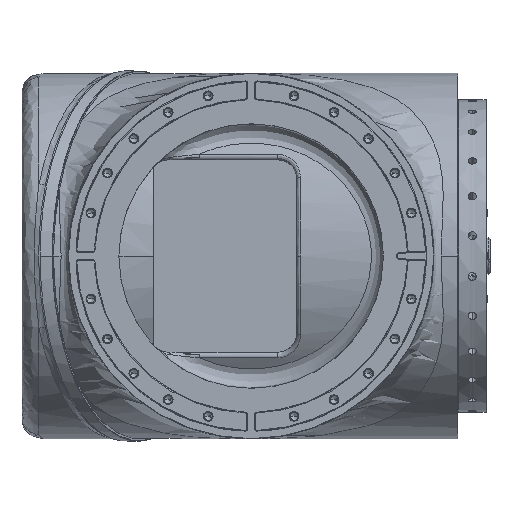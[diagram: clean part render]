
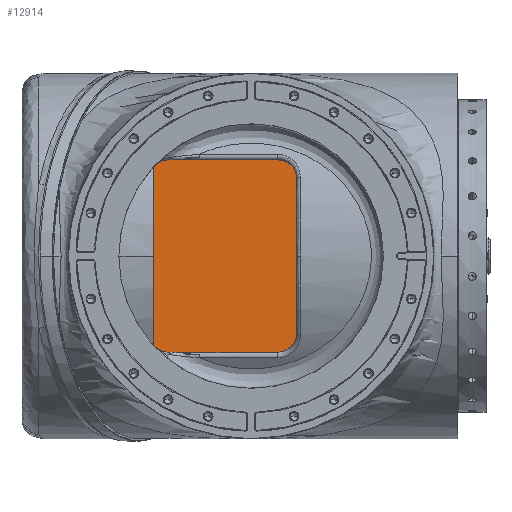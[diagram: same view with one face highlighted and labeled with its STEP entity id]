
A CAD part, front view. The second image highlights one B-rep face of the part: STEP entity #12914.
In plain terms, the highlighted planar face has unit normal (0, -1, 0).
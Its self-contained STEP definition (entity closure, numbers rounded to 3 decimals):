
#1887 = CIRCLE ( 'NONE', #39232, 8. ) ;
#2357 = LINE ( 'NONE', #9250, #27649 ) ;
#3042 = EDGE_CURVE ( 'NONE', #56660, #54674, #61722, .T. ) ;
#3487 = ORIENTED_EDGE ( 'NONE', *, *, #22253, .T. ) ;
#4302 = EDGE_CURVE ( 'NONE', #22352, #24573, #2357, .T. ) ;
#5344 = ORIENTED_EDGE ( 'NONE', *, *, #21847, .T. ) ;
#5658 = VECTOR ( 'NONE', #46922, 1000. ) ;
#6357 = CIRCLE ( 'NONE', #52402, 8. ) ;
#6565 = DIRECTION ( 'NONE',  ( -1., 0., 0. ) ) ;
#7545 = CARTESIAN_POINT ( 'NONE',  ( 19., -58.5, 40. ) ) ;
#7596 = CARTESIAN_POINT ( 'NONE',  ( -14.2, -58.5, -40. ) ) ;
#7871 = ORIENTED_EDGE ( 'NONE', *, *, #51969, .T. ) ;
#7891 = CARTESIAN_POINT ( 'NONE',  ( -40.5, -58.5, 40.3 ) ) ;
#8256 = CARTESIAN_POINT ( 'NONE',  ( -14.2, -58.5, 40. ) ) ;
#8517 = LINE ( 'NONE', #55910, #10803 ) ;
#9250 = CARTESIAN_POINT ( 'NONE',  ( 19., -58.5, 0. ) ) ;
#10803 = VECTOR ( 'NONE', #55688, 1000. ) ;
#12785 = CARTESIAN_POINT ( 'NONE',  ( 11., -58.5, -40. ) ) ;
#12914 = ADVANCED_FACE ( 'NONE', ( #24603 ), #16981, .T. ) ;
#15380 = CARTESIAN_POINT ( 'NONE',  ( 19., -58.5, 32. ) ) ;
#16981 = PLANE ( 'NONE',  #55237 ) ;
#17189 = CARTESIAN_POINT ( 'NONE',  ( 0., -58.5, 0. ) ) ;
#18616 = ORIENTED_EDGE ( 'NONE', *, *, #45883, .F. ) ;
#19578 = VERTEX_POINT ( 'NONE', #48120 ) ;
#19878 = CARTESIAN_POINT ( 'NONE',  ( 11., -58.5, -32. ) ) ;
#20353 = ORIENTED_EDGE ( 'NONE', *, *, #4302, .T. ) ;
#21069 = ORIENTED_EDGE ( 'NONE', *, *, #59809, .T. ) ;
#21847 = EDGE_CURVE ( 'NONE', #19578, #30860, #8517, .T. ) ;
#22253 = EDGE_CURVE ( 'NONE', #24573, #44408, #1887, .T. ) ;
#22352 = VERTEX_POINT ( 'NONE', #57780 ) ;
#23615 = DIRECTION ( 'NONE',  ( 0., 0., 1. ) ) ;
#24573 = VERTEX_POINT ( 'NONE', #15380 ) ;
#24603 = FACE_OUTER_BOUND ( 'NONE', #49223, .T. ) ;
#24756 = DIRECTION ( 'NONE',  ( 0., 0., -1. ) ) ;
#24823 = DIRECTION ( 'NONE',  ( 0., 0., 1. ) ) ;
#27649 = VECTOR ( 'NONE', #55347, 1000. ) ;
#27908 = DIRECTION ( 'NONE',  ( -1., 0., 0. ) ) ;
#28354 = CARTESIAN_POINT ( 'NONE',  ( -14.2, -58.5, 40. ) ) ;
#30860 = VERTEX_POINT ( 'NONE', #7596 ) ;
#32093 = VECTOR ( 'NONE', #38534, 1000. ) ;
#32212 = CARTESIAN_POINT ( 'NONE',  ( -40.5, -58.5, 40.3 ) ) ;
#32563 = VERTEX_POINT ( 'NONE', #8256 ) ;
#32694 = DIRECTION ( 'NONE',  ( -1., 0., 0. ) ) ;
#33447 = VERTEX_POINT ( 'NONE', #12785 ) ;
#33932 = LINE ( 'NONE', #54941, #56021 ) ;
#34015 = VERTEX_POINT ( 'NONE', #52113 ) ;
#34535 = CARTESIAN_POINT ( 'NONE',  ( -40.5, -58.5, 50.292 ) ) ;
#35201 = VECTOR ( 'NONE', #27908, 1000. ) ;
#36312 = VECTOR ( 'NONE', #24823, 1000. ) ;
#36692 = VECTOR ( 'NONE', #61017, 1000. ) ;
#38534 = DIRECTION ( 'NONE',  ( -0.707, 0., 0.707 ) ) ;
#39232 = AXIS2_PLACEMENT_3D ( 'NONE', #56487, #41905, #51846 ) ;
#41205 = CARTESIAN_POINT ( 'NONE',  ( 11., -58.5, 40. ) ) ;
#41905 = DIRECTION ( 'NONE',  ( 0., -1., 0. ) ) ;
#43331 = CARTESIAN_POINT ( 'NONE',  ( -40.5, -58.5, -40.3 ) ) ;
#44408 = VERTEX_POINT ( 'NONE', #41205 ) ;
#44648 = ORIENTED_EDGE ( 'NONE', *, *, #57656, .F. ) ;
#44816 = EDGE_CURVE ( 'NONE', #30860, #33447, #65112, .T. ) ;
#45199 = DIRECTION ( 'NONE',  ( 1., 0., 0. ) ) ;
#45502 = LINE ( 'NONE', #28354, #32093 ) ;
#45883 = EDGE_CURVE ( 'NONE', #34015, #54635, #58913, .T. ) ;
#46922 = DIRECTION ( 'NONE',  ( 1., 0., 0. ) ) ;
#48120 = CARTESIAN_POINT ( 'NONE',  ( -14.5, -58.5, -40.3 ) ) ;
#48733 = ORIENTED_EDGE ( 'NONE', *, *, #44816, .T. ) ;
#48757 = VECTOR ( 'NONE', #32694, 1000. ) ;
#49223 = EDGE_LOOP ( 'NONE', ( #20353, #3487, #51677, #21069, #59950, #7871, #18616, #44648, #53384, #5344, #48733, #64696 ) ) ;
#51677 = ORIENTED_EDGE ( 'NONE', *, *, #64880, .T. ) ;
#51846 = DIRECTION ( 'NONE',  ( 1., 0., 0. ) ) ;
#51969 = EDGE_CURVE ( 'NONE', #56660, #54635, #33932, .T. ) ;
#52113 = CARTESIAN_POINT ( 'NONE',  ( -40.5, -58.5, -37.212 ) ) ;
#52402 = AXIS2_PLACEMENT_3D ( 'NONE', #19878, #65546, #45199 ) ;
#53384 = ORIENTED_EDGE ( 'NONE', *, *, #54171, .F. ) ;
#54171 = EDGE_CURVE ( 'NONE', #19578, #54436, #59669, .T. ) ;
#54436 = VERTEX_POINT ( 'NONE', #60972 ) ;
#54635 = VERTEX_POINT ( 'NONE', #62073 ) ;
#54674 = VERTEX_POINT ( 'NONE', #60592 ) ;
#54941 = CARTESIAN_POINT ( 'NONE',  ( -40.5, -58.5, 34.367 ) ) ;
#55237 = AXIS2_PLACEMENT_3D ( 'NONE', #17189, #61765, #6565 ) ;
#55347 = DIRECTION ( 'NONE',  ( 0., 0., 1. ) ) ;
#55413 = EDGE_CURVE ( 'NONE', #33447, #22352, #6357, .T. ) ;
#55688 = DIRECTION ( 'NONE',  ( 0.707, 0., 0.707 ) ) ;
#55910 = CARTESIAN_POINT ( 'NONE',  ( -14.2, -58.5, -40. ) ) ;
#56021 = VECTOR ( 'NONE', #24756, 1000. ) ;
#56487 = CARTESIAN_POINT ( 'NONE',  ( 11., -58.5, 32. ) ) ;
#56660 = VERTEX_POINT ( 'NONE', #32212 ) ;
#56778 = LINE ( 'NONE', #34535, #36312 ) ;
#57338 = VECTOR ( 'NONE', #23615, 1000. ) ;
#57656 = EDGE_CURVE ( 'NONE', #54436, #34015, #56778, .T. ) ;
#57780 = CARTESIAN_POINT ( 'NONE',  ( 19., -58.5, -32. ) ) ;
#58205 = LINE ( 'NONE', #7545, #48757 ) ;
#58913 = LINE ( 'NONE', #63553, #57338 ) ;
#59669 = LINE ( 'NONE', #43331, #35201 ) ;
#59809 = EDGE_CURVE ( 'NONE', #32563, #54674, #45502, .T. ) ;
#59950 = ORIENTED_EDGE ( 'NONE', *, *, #3042, .F. ) ;
#60549 = CARTESIAN_POINT ( 'NONE',  ( 19., -58.5, -40. ) ) ;
#60592 = CARTESIAN_POINT ( 'NONE',  ( -14.5, -58.5, 40.3 ) ) ;
#60972 = CARTESIAN_POINT ( 'NONE',  ( -40.5, -58.5, -40.3 ) ) ;
#61017 = DIRECTION ( 'NONE',  ( 1., 0., 0. ) ) ;
#61722 = LINE ( 'NONE', #7891, #5658 ) ;
#61765 = DIRECTION ( 'NONE',  ( 0., -1., 0. ) ) ;
#62073 = CARTESIAN_POINT ( 'NONE',  ( -40.5, -58.5, 37.212 ) ) ;
#63553 = CARTESIAN_POINT ( 'NONE',  ( -40.5, -58.5, 50.292 ) ) ;
#64696 = ORIENTED_EDGE ( 'NONE', *, *, #55413, .T. ) ;
#64880 = EDGE_CURVE ( 'NONE', #44408, #32563, #58205, .T. ) ;
#65112 = LINE ( 'NONE', #60549, #36692 ) ;
#65546 = DIRECTION ( 'NONE',  ( 0., -1., 0. ) ) ;
